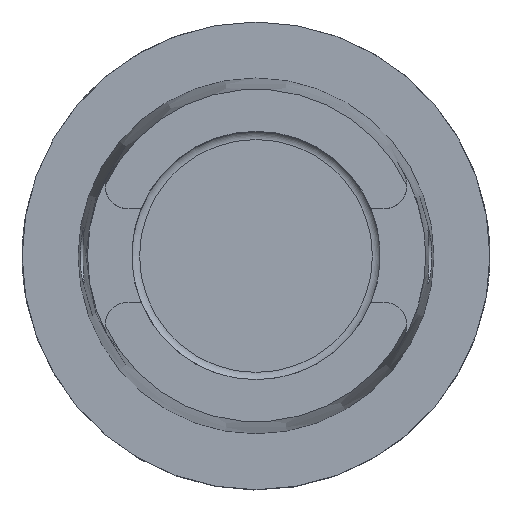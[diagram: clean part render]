
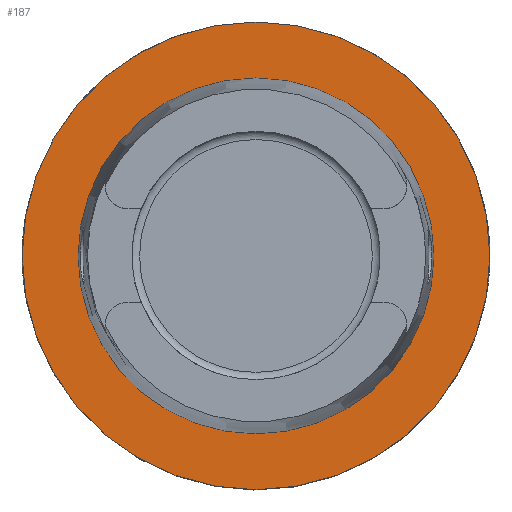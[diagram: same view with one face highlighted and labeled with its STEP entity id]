
A CAD part, top view. The second image highlights one B-rep face of the part: STEP entity #187.
In plain terms, the highlighted planar face has unit normal (0, 0, 1).
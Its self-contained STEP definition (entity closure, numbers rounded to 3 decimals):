
#87=FACE_BOUND('',#346,.T.);
#88=FACE_BOUND('',#347,.T.);
#187=ADVANCED_FACE('',(#87,#88),#243,.F.);
#243=PLANE('',#1346);
#346=EDGE_LOOP('',(#642));
#347=EDGE_LOOP('',(#643));
#426=CIRCLE('',#1301,49.965);
#450=CIRCLE('',#1344,38.008);
#642=ORIENTED_EDGE('',*,*,#982,.T.);
#643=ORIENTED_EDGE('',*,*,#1059,.T.);
#854=VERTEX_POINT('',#1953);
#909=VERTEX_POINT('',#2239);
#982=EDGE_CURVE('',#854,#854,#426,.T.);
#1059=EDGE_CURVE('',#909,#909,#450,.T.);
#1301=AXIS2_PLACEMENT_3D('',#1952,#1507,#1508);
#1344=AXIS2_PLACEMENT_3D('',#2238,#1623,#1624);
#1346=AXIS2_PLACEMENT_3D('',#2241,#1627,#1628);
#1507=DIRECTION('',(0.,0.,1.));
#1508=DIRECTION('',(1.,0.,0.));
#1623=DIRECTION('',(0.,0.,-1.));
#1624=DIRECTION('',(1.,0.,0.));
#1627=DIRECTION('',(0.,0.,-1.));
#1628=DIRECTION('',(1.,0.,0.));
#1952=CARTESIAN_POINT('',(0.,0.,0.));
#1953=CARTESIAN_POINT('',(49.965,0.,0.));
#2238=CARTESIAN_POINT('',(0.,0.,0.));
#2239=CARTESIAN_POINT('',(38.008,0.,0.));
#2241=CARTESIAN_POINT('',(0.,-39.062,0.));
